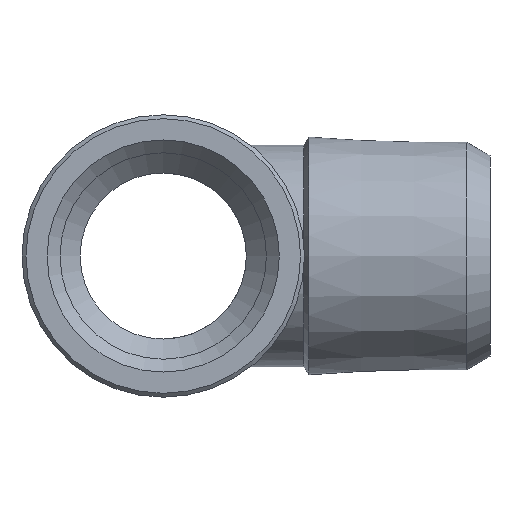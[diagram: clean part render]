
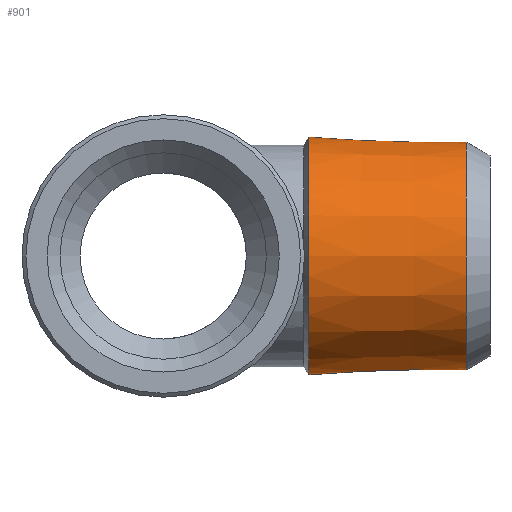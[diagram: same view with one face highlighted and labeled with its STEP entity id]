
A CAD part, left-side view. The second image highlights one B-rep face of the part: STEP entity #901.
In plain terms, the highlighted conical face has half-angle 1.788 degrees and reference radius 10.733 mm.
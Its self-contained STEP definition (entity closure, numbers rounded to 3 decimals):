
#48=CONICAL_SURFACE('',#994,10.733,0.031);
#253=ORIENTED_EDGE('',*,*,#506,.F.);
#254=ORIENTED_EDGE('',*,*,#505,.T.);
#505=EDGE_CURVE('',#631,#631,#693,.T.);
#506=EDGE_CURVE('',#632,#632,#694,.T.);
#631=VERTEX_POINT('',#1500);
#632=VERTEX_POINT('',#1503);
#693=CIRCLE('',#993,10.733);
#694=CIRCLE('',#995,10.288);
#730=EDGE_LOOP('',(#253));
#731=EDGE_LOOP('',(#254));
#808=FACE_BOUND('',#730,.T.);
#809=FACE_BOUND('',#731,.T.);
#901=ADVANCED_FACE('',(#808,#809),#48,.T.);
#993=AXIS2_PLACEMENT_3D('',#1499,#1138,#1139);
#994=AXIS2_PLACEMENT_3D('',#1501,#1140,#1141);
#995=AXIS2_PLACEMENT_3D('',#1502,#1142,#1143);
#1138=DIRECTION('',(0.,-1.,0.));
#1139=DIRECTION('',(1.,0.,0.));
#1140=DIRECTION('',(0.,1.,0.));
#1141=DIRECTION('',(-1.,0.,0.));
#1142=DIRECTION('',(0.,-1.,0.));
#1143=DIRECTION('',(1.,0.,0.));
#1499=CARTESIAN_POINT('',(0.,-13.123,0.));
#1500=CARTESIAN_POINT('',(10.733,-13.123,0.));
#1501=CARTESIAN_POINT('',(0.,-13.123,0.));
#1502=CARTESIAN_POINT('',(0.,-27.372,0.));
#1503=CARTESIAN_POINT('',(10.288,-27.372,0.));
